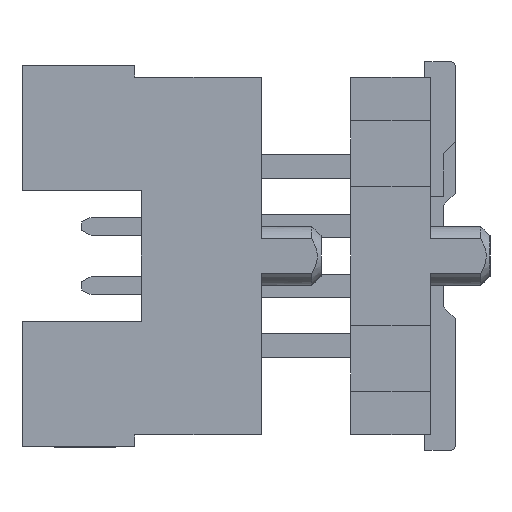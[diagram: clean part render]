
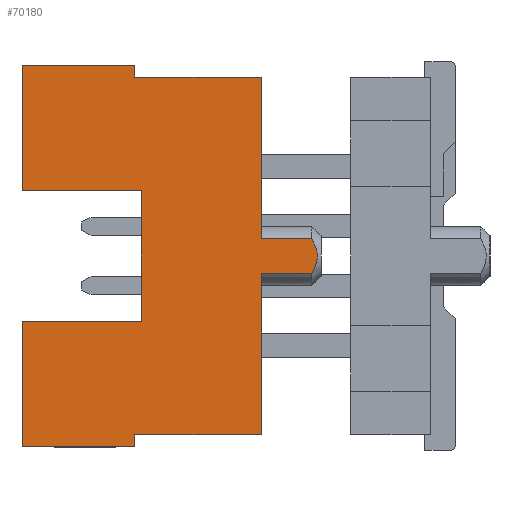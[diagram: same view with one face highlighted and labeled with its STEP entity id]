
A CAD part, left-side view. The second image highlights one B-rep face of the part: STEP entity #70180.
In plain terms, the highlighted planar face has unit normal (-1, 0, 0).
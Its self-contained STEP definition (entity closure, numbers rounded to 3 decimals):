
#319=DIRECTION('',(0.,-1.,0.));
#320=VECTOR('',#319,2.7);
#321=CARTESIAN_POINT('',(-20.32,2.7,-3.81));
#322=LINE('',#321,#320);
#436=DIRECTION('',(0.,1.,0.));
#437=VECTOR('',#436,2.7);
#438=CARTESIAN_POINT('',(-20.32,0.,3.81));
#439=LINE('',#438,#437);
#448=DIRECTION('',(0.,0.,1.));
#449=VECTOR('',#448,0.255);
#450=CARTESIAN_POINT('',(-20.32,2.7,3.81));
#451=LINE('',#450,#449);
#464=DIRECTION('',(0.,-1.,0.));
#465=VECTOR('',#464,2.4);
#466=CARTESIAN_POINT('',(-20.32,5.1,4.065));
#467=LINE('',#466,#465);
#484=DIRECTION('',(0.,0.,1.));
#485=VECTOR('',#484,3.44);
#486=CARTESIAN_POINT('',(-20.32,0.,-3.81));
#487=LINE('',#486,#485);
#488=DIRECTION('',(0.,0.,-1.));
#489=VECTOR('',#488,2.67);
#490=CARTESIAN_POINT('',(-20.32,5.1,-1.395));
#491=LINE('',#490,#489);
#492=DIRECTION('',(0.,-1.,0.));
#493=VECTOR('',#492,2.54);
#494=CARTESIAN_POINT('',(-20.32,5.1,1.395));
#495=LINE('',#494,#493);
#496=DIRECTION('',(0.,0.,-1.));
#497=VECTOR('',#496,2.67);
#498=CARTESIAN_POINT('',(-20.32,5.1,4.065));
#499=LINE('',#498,#497);
#500=DIRECTION('',(0.,0.,1.));
#501=VECTOR('',#500,3.44);
#502=CARTESIAN_POINT('',(-20.32,0.,0.37));
#503=LINE('',#502,#501);
#522=DIRECTION('',(0.,1.,0.));
#523=VECTOR('',#522,1.07);
#524=CARTESIAN_POINT('',(-20.32,-1.07,
0.37));
#525=LINE('',#524,#523);
#526=DIRECTION('',(0.,-1.,0.));
#527=VECTOR('',#526,1.07);
#528=CARTESIAN_POINT('',(-20.32,0.,-0.37));
#529=LINE('',#528,#527);
#542=CARTESIAN_POINT('',(-20.32,-1.07,
-0.37));
#543=CARTESIAN_POINT('',(-20.32,-1.096,
-0.325));
#544=CARTESIAN_POINT('',(-20.32,-1.141,
-0.238));
#545=CARTESIAN_POINT('',(-20.32,-1.182,
-0.115));
#546=CARTESIAN_POINT('',(-20.32,-1.194,
0.));
#547=CARTESIAN_POINT('',(-20.32,-1.182,
0.115));
#548=CARTESIAN_POINT('',(-20.32,-1.141,
0.238));
#549=CARTESIAN_POINT('',(-20.32,-1.096,
0.325));
#550=CARTESIAN_POINT('',(-20.32,-1.07,
0.37));
#585=DIRECTION('',(0.,0.,1.));
#586=VECTOR('',#585,0.255);
#587=CARTESIAN_POINT('',(-20.32,2.7,-4.065));
#588=LINE('',#587,#586);
#597=DIRECTION('',(0.,1.,0.));
#598=VECTOR('',#597,2.4);
#599=CARTESIAN_POINT('',(-20.32,2.7,-4.065));
#600=LINE('',#599,#598);
#897=DIRECTION('',(0.,1.,0.));
#898=VECTOR('',#897,2.54);
#899=CARTESIAN_POINT('',(-20.32,2.56,-1.395));
#900=LINE('',#899,#898);
#925=DIRECTION('',(0.,0.,-1.));
#926=VECTOR('',#925,2.79);
#927=CARTESIAN_POINT('',(-20.32,2.56,1.395));
#928=LINE('',#927,#926);
#62556=CARTESIAN_POINT('',(-20.32,0.,3.81));
#62557=VERTEX_POINT('',#62556);
#62558=CARTESIAN_POINT('',(-20.32,0.,0.37));
#62559=VERTEX_POINT('',#62558);
#62560=CARTESIAN_POINT('',(-20.32,0.,-0.37));
#62561=VERTEX_POINT('',#62560);
#62562=CARTESIAN_POINT('',(-20.32,0.,-3.81));
#62563=VERTEX_POINT('',#62562);
#63566=CARTESIAN_POINT('',(-20.32,5.1,4.065));
#63567=VERTEX_POINT('',#63566);
#63568=CARTESIAN_POINT('',(-20.32,5.1,1.395));
#63569=VERTEX_POINT('',#63568);
#63572=CARTESIAN_POINT('',(-20.32,5.1,-1.395));
#63573=VERTEX_POINT('',#63572);
#63574=CARTESIAN_POINT('',(-20.32,5.1,-4.065));
#63575=VERTEX_POINT('',#63574);
#63588=CARTESIAN_POINT('',(-20.32,2.56,1.395));
#63589=VERTEX_POINT('',#63588);
#63590=CARTESIAN_POINT('',(-20.32,-1.07,
0.37));
#63591=VERTEX_POINT('',#63590);
#63592=VERTEX_POINT('',#542);
#63593=CARTESIAN_POINT('',(-20.32,2.7,-3.81));
#63594=VERTEX_POINT('',#63593);
#63595=CARTESIAN_POINT('',(-20.32,2.7,-4.065));
#63596=VERTEX_POINT('',#63595);
#63597=CARTESIAN_POINT('',(-20.32,2.56,-1.395));
#63598=VERTEX_POINT('',#63597);
#63599=CARTESIAN_POINT('',(-20.32,2.7,4.065));
#63600=VERTEX_POINT('',#63599);
#63601=CARTESIAN_POINT('',(-20.32,2.7,3.81));
#63602=VERTEX_POINT('',#63601);
#70149=CARTESIAN_POINT('',(-20.32,1.954,0.));
#70150=DIRECTION('',(1.,0.,0.));
#70151=DIRECTION('',(0.,0.,1.));
#70152=AXIS2_PLACEMENT_3D('',#70149,#70150,#70151);
#70153=PLANE('',#70152);
#70155=ORIENTED_EDGE('',*,*,#70154,.F.);
#70157=ORIENTED_EDGE('',*,*,#70156,.F.);
#70159=ORIENTED_EDGE('',*,*,#70158,.F.);
#70160=ORIENTED_EDGE('',*,*,#68922,.F.);
#70161=ORIENTED_EDGE('',*,*,#69945,.F.);
#70163=ORIENTED_EDGE('',*,*,#70162,.F.);
#70165=ORIENTED_EDGE('',*,*,#70164,.T.);
#70167=ORIENTED_EDGE('',*,*,#70166,.F.);
#70169=ORIENTED_EDGE('',*,*,#70168,.F.);
#70171=ORIENTED_EDGE('',*,*,#70170,.F.);
#70172=ORIENTED_EDGE('',*,*,#70140,.F.);
#70173=ORIENTED_EDGE('',*,*,#70111,.F.);
#70174=ORIENTED_EDGE('',*,*,#70091,.T.);
#70175=ORIENTED_EDGE('',*,*,#70077,.F.);
#70176=ORIENTED_EDGE('',*,*,#70063,.F.);
#70177=ORIENTED_EDGE('',*,*,#68926,.F.);
#70178=EDGE_LOOP('',(#70155,#70157,#70159,#70160,#70161,#70163,#70165,#70167,
#70169,#70171,#70172,#70173,#70174,#70175,#70176,#70177));
#70179=FACE_OUTER_BOUND('',#70178,.F.);
#70180=ADVANCED_FACE('',(#70179),#70153,.F.);
#551=B_SPLINE_CURVE_WITH_KNOTS('',3,(#542,#543,#544,#545,#546,#547,#548,#549,
#550),.UNSPECIFIED.,.F.,.F.,(4,1,1,1,1,1,4),(0.,0.167,
0.333,0.5,0.667,0.833,1.),
.UNSPECIFIED.);
#68922=EDGE_CURVE('',#62563,#62561,#487,.T.);
#68926=EDGE_CURVE('',#62559,#62557,#503,.T.);
#69945=EDGE_CURVE('',#63594,#62563,#322,.T.);
#70063=EDGE_CURVE('',#62557,#63602,#439,.T.);
#70077=EDGE_CURVE('',#63602,#63600,#451,.T.);
#70091=EDGE_CURVE('',#63567,#63600,#467,.T.);
#70111=EDGE_CURVE('',#63567,#63569,#499,.T.);
#70140=EDGE_CURVE('',#63569,#63589,#495,.T.);
#70154=EDGE_CURVE('',#63591,#62559,#525,.T.);
#70156=EDGE_CURVE('',#63592,#63591,#551,.T.);
#70158=EDGE_CURVE('',#62561,#63592,#529,.T.);
#70162=EDGE_CURVE('',#63596,#63594,#588,.T.);
#70164=EDGE_CURVE('',#63596,#63575,#600,.T.);
#70166=EDGE_CURVE('',#63573,#63575,#491,.T.);
#70168=EDGE_CURVE('',#63598,#63573,#900,.T.);
#70170=EDGE_CURVE('',#63589,#63598,#928,.T.);
